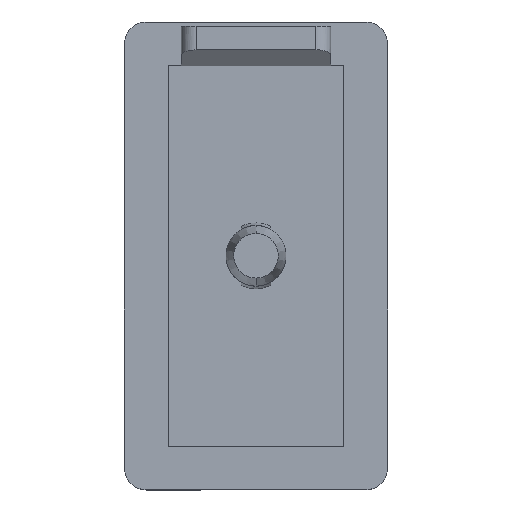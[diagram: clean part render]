
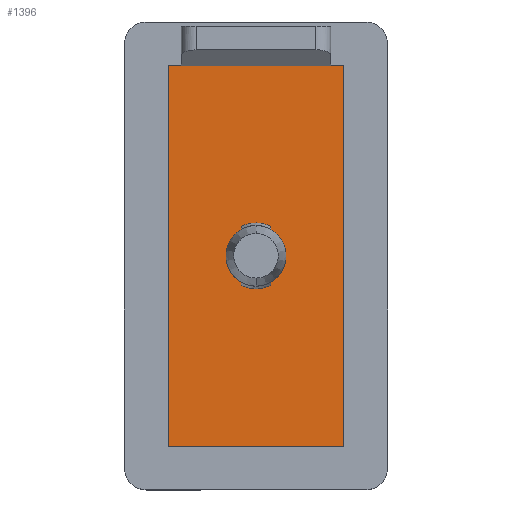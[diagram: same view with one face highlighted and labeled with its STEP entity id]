
A CAD part, top view. The second image highlights one B-rep face of the part: STEP entity #1396.
In plain terms, the highlighted planar face has unit normal (0, 0, 1).
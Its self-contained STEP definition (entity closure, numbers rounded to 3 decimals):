
#6 = CARTESIAN_POINT ( 'NONE',  ( 0., 0., 3. ) ) ;
#39 = AXIS2_PLACEMENT_3D ( 'NONE', #1459, #777, #771 ) ;
#44 = EDGE_CURVE ( 'NONE', #427, #872, #1714, .T. ) ;
#45 = CARTESIAN_POINT ( 'NONE',  ( 0., 0., 3. ) ) ;
#54 = VERTEX_POINT ( 'NONE', #1005 ) ;
#95 = VECTOR ( 'NONE', #937, 1000. ) ;
#101 = DIRECTION ( 'NONE',  ( 0., 1., 0. ) ) ;
#106 = CARTESIAN_POINT ( 'NONE',  ( 1., 2.016, 3. ) ) ;
#132 = EDGE_CURVE ( 'NONE', #243, #314, #569, .T. ) ;
#149 = DIRECTION ( 'NONE',  ( 0., 0., -1. ) ) ;
#155 = CARTESIAN_POINT ( 'NONE',  ( 1., -1.79, 3. ) ) ;
#168 = EDGE_CURVE ( 'NONE', #832, #243, #650, .T. ) ;
#171 = FACE_OUTER_BOUND ( 'NONE', #901, .T. ) ;
#177 = EDGE_CURVE ( 'NONE', #1636, #1187, #975, .T. ) ;
#186 = CIRCLE ( 'NONE', #39, 2.25 ) ;
#190 = VERTEX_POINT ( 'NONE', #604 ) ;
#196 = DIRECTION ( 'NONE',  ( 0., 0., 1. ) ) ;
#213 = EDGE_CURVE ( 'NONE', #1280, #798, #936, .T. ) ;
#223 = DIRECTION ( 'NONE',  ( 0., 1., 0. ) ) ;
#226 = DIRECTION ( 'NONE',  ( 0., -1., 0. ) ) ;
#243 = VERTEX_POINT ( 'NONE', #587 ) ;
#290 = DIRECTION ( 'NONE',  ( 0., -1., 0. ) ) ;
#314 = VERTEX_POINT ( 'NONE', #1603 ) ;
#356 = LINE ( 'NONE', #887, #1343 ) ;
#394 = DIRECTION ( 'NONE',  ( 0., 0., -1. ) ) ;
#415 = CARTESIAN_POINT ( 'NONE',  ( 6., -13., 3. ) ) ;
#422 = DIRECTION ( 'NONE',  ( 0., 1., 0. ) ) ;
#424 = CARTESIAN_POINT ( 'NONE',  ( -6., 13., 3. ) ) ;
#427 = VERTEX_POINT ( 'NONE', #1678 ) ;
#464 = CIRCLE ( 'NONE', #1732, 2.05 ) ;
#503 = ORIENTED_EDGE ( 'NONE', *, *, #564, .T. ) ;
#551 = DIRECTION ( 'NONE',  ( 0., 0., -1. ) ) ;
#557 = ORIENTED_EDGE ( 'NONE', *, *, #1630, .F. ) ;
#561 = LINE ( 'NONE', #415, #770 ) ;
#564 = EDGE_CURVE ( 'NONE', #54, #1359, #464, .T. ) ;
#569 = LINE ( 'NONE', #675, #705 ) ;
#572 = VERTEX_POINT ( 'NONE', #1585 ) ;
#587 = CARTESIAN_POINT ( 'NONE',  ( -1., -2.016, 3. ) ) ;
#604 = CARTESIAN_POINT ( 'NONE',  ( -6., -13., 3. ) ) ;
#621 = EDGE_CURVE ( 'NONE', #572, #1636, #1027, .T. ) ;
#631 = CIRCLE ( 'NONE', #1291, 2.05 ) ;
#632 = AXIS2_PLACEMENT_3D ( 'NONE', #698, #1520, #290 ) ;
#644 = CARTESIAN_POINT ( 'NONE',  ( 1., -2.016, 3. ) ) ;
#650 = CIRCLE ( 'NONE', #1109, 2.25 ) ;
#671 = LINE ( 'NONE', #644, #95 ) ;
#674 = PLANE ( 'NONE',  #632 ) ;
#675 = CARTESIAN_POINT ( 'NONE',  ( -1., -2.016, 3. ) ) ;
#690 = DIRECTION ( 'NONE',  ( 0., -1., 0. ) ) ;
#698 = CARTESIAN_POINT ( 'NONE',  ( -6., 13., 3. ) ) ;
#705 = VECTOR ( 'NONE', #1226, 1000. ) ;
#744 = EDGE_CURVE ( 'NONE', #1187, #190, #1658, .T. ) ;
#768 = CARTESIAN_POINT ( 'NONE',  ( -1., 2.016, 3. ) ) ;
#770 = VECTOR ( 'NONE', #824, 1000. ) ;
#771 = DIRECTION ( 'NONE',  ( 0., 1., 0. ) ) ;
#777 = DIRECTION ( 'NONE',  ( 0., 0., 1. ) ) ;
#798 = VERTEX_POINT ( 'NONE', #1740 ) ;
#824 = DIRECTION ( 'NONE',  ( 1., 0., 0. ) ) ;
#832 = VERTEX_POINT ( 'NONE', #1563 ) ;
#852 = EDGE_CURVE ( 'NONE', #1359, #832, #356, .T. ) ;
#872 = VERTEX_POINT ( 'NONE', #768 ) ;
#887 = CARTESIAN_POINT ( 'NONE',  ( 1., -2.016, 3. ) ) ;
#892 = ORIENTED_EDGE ( 'NONE', *, *, #852, .T. ) ;
#901 = EDGE_LOOP ( 'NONE', ( #1040, #1379, #1271, #1723 ) ) ;
#936 = CIRCLE ( 'NONE', #1438, 2.25 ) ;
#937 = DIRECTION ( 'NONE',  ( 0., -1., 0. ) ) ;
#964 = CARTESIAN_POINT ( 'NONE',  ( -6., 13., 3. ) ) ;
#975 = LINE ( 'NONE', #1416, #1228 ) ;
#1005 = CARTESIAN_POINT ( 'NONE',  ( 1., 1.79, 3. ) ) ;
#1027 = LINE ( 'NONE', #1624, #1700 ) ;
#1040 = ORIENTED_EDGE ( 'NONE', *, *, #1704, .T. ) ;
#1043 = ORIENTED_EDGE ( 'NONE', *, *, #168, .T. ) ;
#1072 = CARTESIAN_POINT ( 'NONE',  ( 0., 0., 3. ) ) ;
#1102 = EDGE_CURVE ( 'NONE', #314, #427, #631, .T. ) ;
#1109 = AXIS2_PLACEMENT_3D ( 'NONE', #6, #551, #422 ) ;
#1187 = VERTEX_POINT ( 'NONE', #964 ) ;
#1194 = DIRECTION ( 'NONE',  ( 0., 1., 0. ) ) ;
#1226 = DIRECTION ( 'NONE',  ( 0., 1., 0. ) ) ;
#1228 = VECTOR ( 'NONE', #1444, 1000. ) ;
#1265 = ORIENTED_EDGE ( 'NONE', *, *, #1102, .T. ) ;
#1271 = ORIENTED_EDGE ( 'NONE', *, *, #177, .T. ) ;
#1280 = VERTEX_POINT ( 'NONE', #106 ) ;
#1291 = AXIS2_PLACEMENT_3D ( 'NONE', #1746, #394, #101 ) ;
#1305 = ORIENTED_EDGE ( 'NONE', *, *, #1592, .T. ) ;
#1343 = VECTOR ( 'NONE', #226, 1000. ) ;
#1359 = VERTEX_POINT ( 'NONE', #155 ) ;
#1372 = VECTOR ( 'NONE', #1446, 1000. ) ;
#1379 = ORIENTED_EDGE ( 'NONE', *, *, #621, .T. ) ;
#1391 = FACE_BOUND ( 'NONE', #1516, .T. ) ;
#1396 = ADVANCED_FACE ( 'NONE', ( #1391, #171 ), #674, .T. ) ;
#1409 = ORIENTED_EDGE ( 'NONE', *, *, #132, .T. ) ;
#1416 = CARTESIAN_POINT ( 'NONE',  ( -6., 13., 3. ) ) ;
#1438 = AXIS2_PLACEMENT_3D ( 'NONE', #45, #196, #223 ) ;
#1444 = DIRECTION ( 'NONE',  ( -1., 0., 0. ) ) ;
#1446 = DIRECTION ( 'NONE',  ( 0., 1., 0. ) ) ;
#1459 = CARTESIAN_POINT ( 'NONE',  ( 0., 0., 3. ) ) ;
#1492 = VECTOR ( 'NONE', #690, 1000. ) ;
#1497 = DIRECTION ( 'NONE',  ( 0., 1., 0. ) ) ;
#1516 = EDGE_LOOP ( 'NONE', ( #1043, #1409, #1265, #1530, #557, #1724, #1305, #503, #892 ) ) ;
#1520 = DIRECTION ( 'NONE',  ( 0., 0., 1. ) ) ;
#1530 = ORIENTED_EDGE ( 'NONE', *, *, #44, .T. ) ;
#1563 = CARTESIAN_POINT ( 'NONE',  ( 1., -2.016, 3. ) ) ;
#1585 = CARTESIAN_POINT ( 'NONE',  ( 6., -13., 3. ) ) ;
#1592 = EDGE_CURVE ( 'NONE', #1280, #54, #671, .T. ) ;
#1603 = CARTESIAN_POINT ( 'NONE',  ( -1., -1.79, 3. ) ) ;
#1617 = CARTESIAN_POINT ( 'NONE',  ( 6., 13., 3. ) ) ;
#1624 = CARTESIAN_POINT ( 'NONE',  ( 6., 13., 3. ) ) ;
#1630 = EDGE_CURVE ( 'NONE', #798, #872, #186, .T. ) ;
#1636 = VERTEX_POINT ( 'NONE', #1617 ) ;
#1658 = LINE ( 'NONE', #424, #1492 ) ;
#1678 = CARTESIAN_POINT ( 'NONE',  ( -1., 1.79, 3. ) ) ;
#1699 = CARTESIAN_POINT ( 'NONE',  ( -1., -2.016, 3. ) ) ;
#1700 = VECTOR ( 'NONE', #1497, 1000. ) ;
#1704 = EDGE_CURVE ( 'NONE', #190, #572, #561, .T. ) ;
#1714 = LINE ( 'NONE', #1699, #1372 ) ;
#1723 = ORIENTED_EDGE ( 'NONE', *, *, #744, .T. ) ;
#1724 = ORIENTED_EDGE ( 'NONE', *, *, #213, .F. ) ;
#1732 = AXIS2_PLACEMENT_3D ( 'NONE', #1072, #149, #1194 ) ;
#1740 = CARTESIAN_POINT ( 'NONE',  ( 0., 2.25, 3. ) ) ;
#1746 = CARTESIAN_POINT ( 'NONE',  ( 0., 0., 3. ) ) ;
